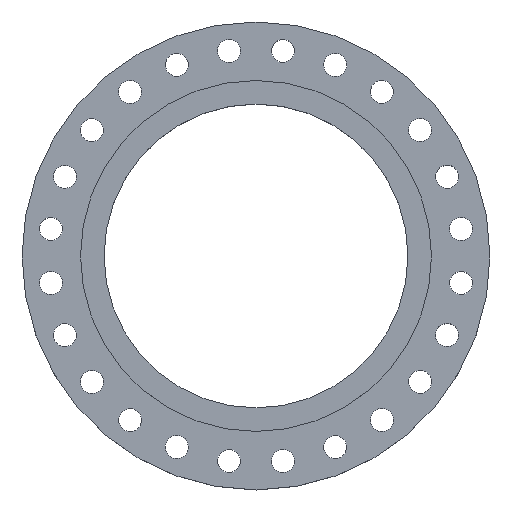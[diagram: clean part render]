
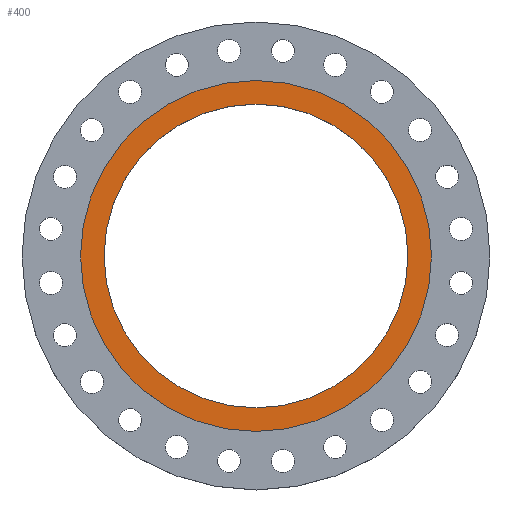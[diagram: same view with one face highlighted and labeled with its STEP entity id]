
A CAD part, top view. The second image highlights one B-rep face of the part: STEP entity #400.
In plain terms, the highlighted planar face has unit normal (0, 0, 1).
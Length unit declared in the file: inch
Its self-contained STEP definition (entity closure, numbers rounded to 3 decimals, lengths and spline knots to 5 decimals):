
#7 = EDGE_LOOP ( 'NONE', ( #1660, #1535 ) ) ;
#79 = EDGE_CURVE ( 'NONE', #1612, #847, #985, .T. ) ;
#93 = CIRCLE ( 'NONE', #1871, 9.09 ) ;
#212 = DIRECTION ( 'NONE',  ( 1., 0., 0. ) ) ;
#268 = CARTESIAN_POINT ( 'NONE',  ( 9.09, 0., 0. ) ) ;
#348 = EDGE_CURVE ( 'NONE', #1991, #1191, #1073, .T. ) ;
#400 = ADVANCED_FACE ( 'NONE', ( #1952, #1449 ), #965, .T. ) ;
#471 = CARTESIAN_POINT ( 'NONE',  ( 0., 0., 0. ) ) ;
#494 = AXIS2_PLACEMENT_3D ( 'NONE', #1734, #2067, #1862 ) ;
#577 = CARTESIAN_POINT ( 'NONE',  ( 0., 0., 0. ) ) ;
#703 = ORIENTED_EDGE ( 'NONE', *, *, #348, .F. ) ;
#748 = DIRECTION ( 'NONE',  ( 1., 0., 0. ) ) ;
#847 = VERTEX_POINT ( 'NONE', #1488 ) ;
#902 = AXIS2_PLACEMENT_3D ( 'NONE', #471, #1318, #1803 ) ;
#965 = PLANE ( 'NONE',  #902 ) ;
#985 = CIRCLE ( 'NONE', #494, 10.5 ) ;
#1069 = CIRCLE ( 'NONE', #1595, 10.5 ) ;
#1073 = CIRCLE ( 'NONE', #1359, 9.09 ) ;
#1191 = VERTEX_POINT ( 'NONE', #268 ) ;
#1248 = DIRECTION ( 'NONE',  ( 0., 0., 1. ) ) ;
#1318 = DIRECTION ( 'NONE',  ( 0., 0., 1. ) ) ;
#1359 = AXIS2_PLACEMENT_3D ( 'NONE', #577, #1248, #1932 ) ;
#1437 = EDGE_CURVE ( 'NONE', #1191, #1991, #93, .T. ) ;
#1449 = FACE_OUTER_BOUND ( 'NONE', #7, .T. ) ;
#1488 = CARTESIAN_POINT ( 'NONE',  ( -10.5, 0., 0. ) ) ;
#1494 = CARTESIAN_POINT ( 'NONE',  ( -9.09, 0., 0. ) ) ;
#1535 = ORIENTED_EDGE ( 'NONE', *, *, #2176, .T. ) ;
#1595 = AXIS2_PLACEMENT_3D ( 'NONE', #1767, #1796, #748 ) ;
#1612 = VERTEX_POINT ( 'NONE', #2099 ) ;
#1660 = ORIENTED_EDGE ( 'NONE', *, *, #79, .T. ) ;
#1724 = DIRECTION ( 'NONE',  ( 0., 0., 1. ) ) ;
#1734 = CARTESIAN_POINT ( 'NONE',  ( 0., 0., 0. ) ) ;
#1746 = CARTESIAN_POINT ( 'NONE',  ( 0., 0., 0. ) ) ;
#1767 = CARTESIAN_POINT ( 'NONE',  ( 0., 0., 0. ) ) ;
#1796 = DIRECTION ( 'NONE',  ( 0., 0., 1. ) ) ;
#1803 = DIRECTION ( 'NONE',  ( 1., 0., 0. ) ) ;
#1862 = DIRECTION ( 'NONE',  ( 1., 0., 0. ) ) ;
#1871 = AXIS2_PLACEMENT_3D ( 'NONE', #1746, #1724, #212 ) ;
#1928 = EDGE_LOOP ( 'NONE', ( #1984, #703 ) ) ;
#1932 = DIRECTION ( 'NONE',  ( 1., 0., 0. ) ) ;
#1952 = FACE_BOUND ( 'NONE', #1928, .T. ) ;
#1984 = ORIENTED_EDGE ( 'NONE', *, *, #1437, .F. ) ;
#1991 = VERTEX_POINT ( 'NONE', #1494 ) ;
#2067 = DIRECTION ( 'NONE',  ( 0., 0., 1. ) ) ;
#2099 = CARTESIAN_POINT ( 'NONE',  ( 10.5, 0., 0. ) ) ;
#2176 = EDGE_CURVE ( 'NONE', #847, #1612, #1069, .T. ) ;
